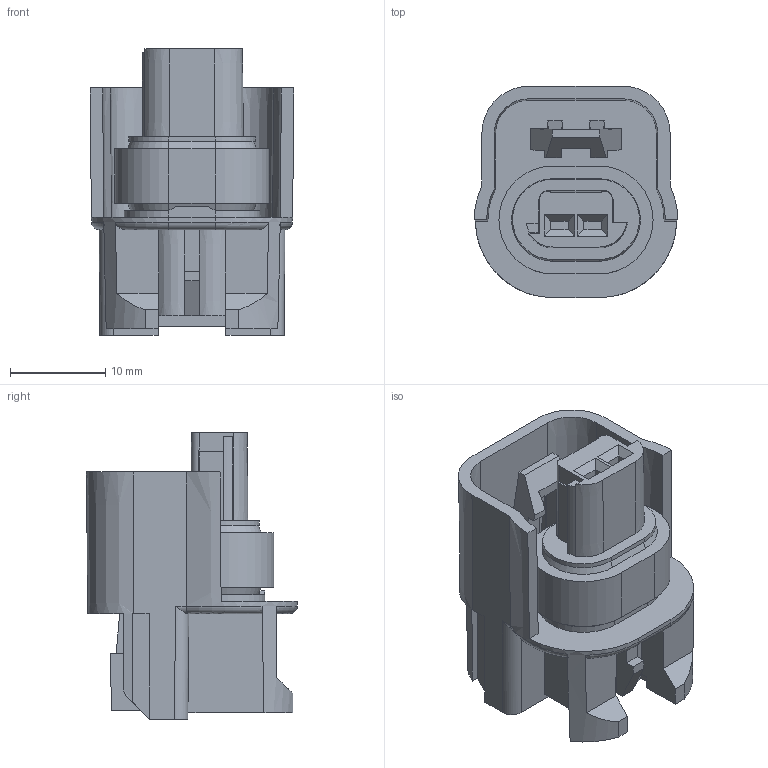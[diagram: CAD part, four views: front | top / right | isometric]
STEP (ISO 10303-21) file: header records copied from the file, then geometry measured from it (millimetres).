
FILE_DESCRIPTION(/* description */ (''),/* implementation_level */ '2;1');
FILE_NAME(/* name */ '15490464-ENV1102.stp',/* time_stamp */ '2019-07-22T12:28:59+06:00',/* author */ (''),/* organization */ (''),/* preprocessor_version */ 'ST-DEVELOPER v16',/* originating_system */ 'SIEMENS PLM Software NX 11.0',/* authorisation */ '');
FILE_SCHEMA (('AUTOMOTIVE_DESIGN { 1 0 10303 214 3 1 1 1 }'));
Length unit declared in the file: millimetre
Products named in the file (1): 15490464-ENV11_02-CONN
Bounding box: 21.34 x 22.12 x 30 mm (x, y, z)
Volume: 4793.7 mm3; surface area: 4664.3 mm2
Topology: 1 solids, 1 shells, 231 faces, 641 edges, 417 vertices
Faces by surface type: plane 189, cylinder 20, cone 18, torus 4
Entity records: 7542 total; most frequent: CARTESIAN_POINT 1593, ORIENTED_EDGE 1282, DIRECTION 1157, EDGE_CURVE 641, LINE 517, VECTOR 517, VERTEX_POINT 417, AXIS2_PLACEMENT_3D 320
